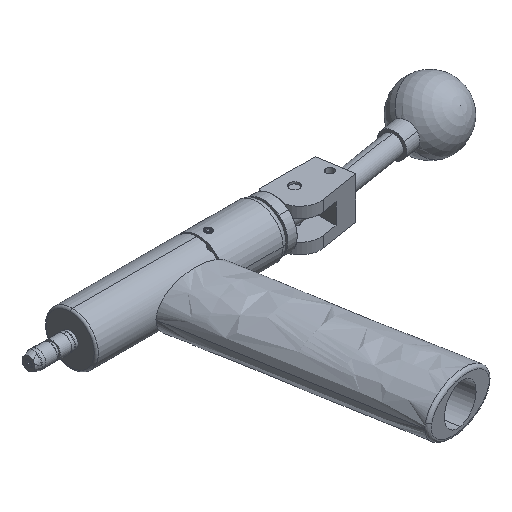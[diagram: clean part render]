
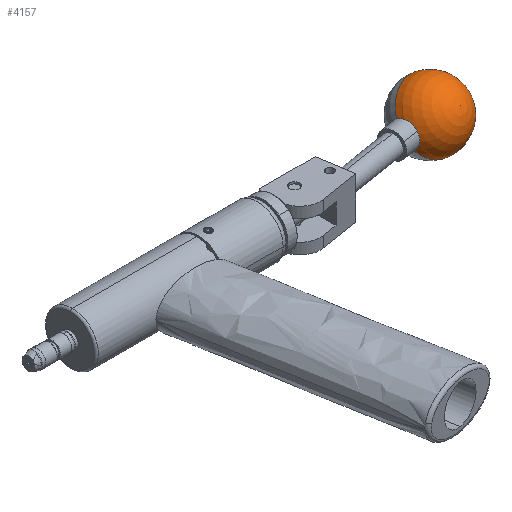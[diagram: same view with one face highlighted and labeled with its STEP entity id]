
A CAD part, isometric view. The second image highlights one B-rep face of the part: STEP entity #4157.
In plain terms, the highlighted spherical face has radius 15.875 mm.
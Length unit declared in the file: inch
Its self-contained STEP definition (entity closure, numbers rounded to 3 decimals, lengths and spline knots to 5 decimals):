
#356 = DIRECTION ( 'NONE',  ( -0.127, 0.801, -0.585 ) ) ;
#1205 = CIRCLE ( 'NONE', #7870, 0.625 ) ;
#1367 = CARTESIAN_POINT ( 'NONE',  ( 7.16742, 0.28004, 0. ) ) ;
#1439 = CARTESIAN_POINT ( 'NONE',  ( 7.16742, 0.28004, 0. ) ) ;
#1994 = VERTEX_POINT ( 'NONE', #11106 ) ;
#2203 = AXIS2_PLACEMENT_3D ( 'NONE', #1439, #356, #14380 ) ;
#2283 = SPHERICAL_SURFACE ( 'NONE', #11265, 0.625 ) ;
#2569 = VERTEX_POINT ( 'NONE', #7372 ) ;
#2586 = DIRECTION ( 'NONE',  ( 0., -0.59, -0.808 ) ) ;
#2735 = AXIS2_PLACEMENT_3D ( 'NONE', #7391, #3679, #8244 ) ;
#2835 = DIRECTION ( 'NONE',  ( 0.127, -0.801, 0.585 ) ) ;
#3639 = CARTESIAN_POINT ( 'NONE',  ( 6.57877, 0.3349, 0.20274 ) ) ;
#3679 = DIRECTION ( 'NONE',  ( 0.988, 0.156, 0. ) ) ;
#4157 = ADVANCED_FACE ( 'NONE', ( #15249 ), #2283, .T. ) ;
#4638 = ORIENTED_EDGE ( 'NONE', *, *, #12607, .F. ) ;
#5551 = EDGE_CURVE ( 'NONE', #2569, #1994, #13889, .T. ) ;
#6254 = CIRCLE ( 'NONE', #14943, 0.25 ) ;
#7013 = CARTESIAN_POINT ( 'NONE',  ( 7.16742, 0.28004, 0. ) ) ;
#7127 = CIRCLE ( 'NONE', #2203, 0.625 ) ;
#7372 = CARTESIAN_POINT ( 'NONE',  ( 6.63337, -0.00981, 0.14627 ) ) ;
#7391 = CARTESIAN_POINT ( 'NONE',  ( 6.60165, 0.19044, 0. ) ) ;
#7870 = AXIS2_PLACEMENT_3D ( 'NONE', #1367, #2835, #2586 ) ;
#8244 = DIRECTION ( 'NONE',  ( 0.127, -0.801, 0.585 ) ) ;
#8275 = CARTESIAN_POINT ( 'NONE',  ( 6.60165, 0.19044, 0. ) ) ;
#8343 = VERTEX_POINT ( 'NONE', #9155 ) ;
#9155 = CARTESIAN_POINT ( 'NONE',  ( 7.78472, 0.37782, 0. ) ) ;
#9898 = ORIENTED_EDGE ( 'NONE', *, *, #12648, .T. ) ;
#10308 = DIRECTION ( 'NONE',  ( 0.127, -0.801, 0.585 ) ) ;
#10342 = DIRECTION ( 'NONE',  ( 0.092, -0.578, -0.811 ) ) ;
#11106 = CARTESIAN_POINT ( 'NONE',  ( 6.62453, 0.04597, -0.20274 ) ) ;
#11265 = AXIS2_PLACEMENT_3D ( 'NONE', #7013, #11761, #10342 ) ;
#11505 = DIRECTION ( 'NONE',  ( 0.988, 0.156, 0. ) ) ;
#11694 = ORIENTED_EDGE ( 'NONE', *, *, #5551, .T. ) ;
#11761 = DIRECTION ( 'NONE',  ( 0.127, -0.801, 0.585 ) ) ;
#12487 = ORIENTED_EDGE ( 'NONE', *, *, #14793, .T. ) ;
#12607 = EDGE_CURVE ( 'NONE', #8343, #1994, #7127, .T. ) ;
#12648 = EDGE_CURVE ( 'NONE', #8343, #13973, #1205, .T. ) ;
#13094 = EDGE_LOOP ( 'NONE', ( #4638, #9898, #12487, #11694 ) ) ;
#13889 = CIRCLE ( 'NONE', #2735, 0.25 ) ;
#13973 = VERTEX_POINT ( 'NONE', #3639 ) ;
#14380 = DIRECTION ( 'NONE',  ( 0., 0.59, 0.808 ) ) ;
#14793 = EDGE_CURVE ( 'NONE', #13973, #2569, #6254, .T. ) ;
#14943 = AXIS2_PLACEMENT_3D ( 'NONE', #8275, #11505, #10308 ) ;
#15249 = FACE_OUTER_BOUND ( 'NONE', #13094, .T. ) ;
